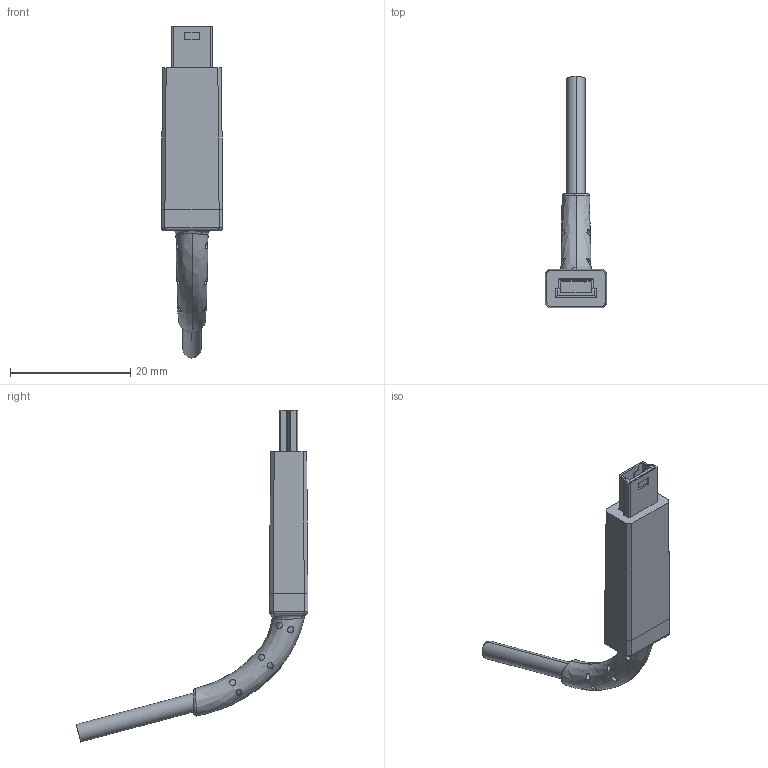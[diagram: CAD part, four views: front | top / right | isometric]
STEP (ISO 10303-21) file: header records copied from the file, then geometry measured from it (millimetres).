
FILE_DESCRIPTION(/* description */ (''),/* implementation_level */ '2;1');
FILE_NAME(/* name */ 'Mini USB 01.stp',/* time_stamp */ '2017-09-08T17:03:38-07:00',/* author */ (''),/* organization */ (''),/* preprocessor_version */ 'ST-DEVELOPER v16',/* originating_system */ 'SIEMENS PLM Software NX 10.0',/* authorisation */ '');
FILE_SCHEMA (('AUTOMOTIVE_DESIGN { 1 0 10303 214 3 1 1 1 }'));
Length unit declared in the file: millimetre
Products named in the file (1): mapp5DE80165zark
Bounding box: 10.2 x 38.53 x 55.18 mm (x, y, z)
Surface area: 4305.4 mm2 (no closed solid volume)
Topology: 0 solids, 388 shells, 388 faces, 2098 edges, 2098 vertices
Faces by surface type: plane 271, cylinder 101, bspline 16
Entity records: 26191 total; most frequent: CARTESIAN_POINT 8485, DIRECTION 2382, ORIENTED_EDGE 2098, VERTEX_POINT 2098, EDGE_CURVE 2098, LINE 1334, VECTOR 1334, B_SPLINE_CURVE_WITH_KNOTS 561
